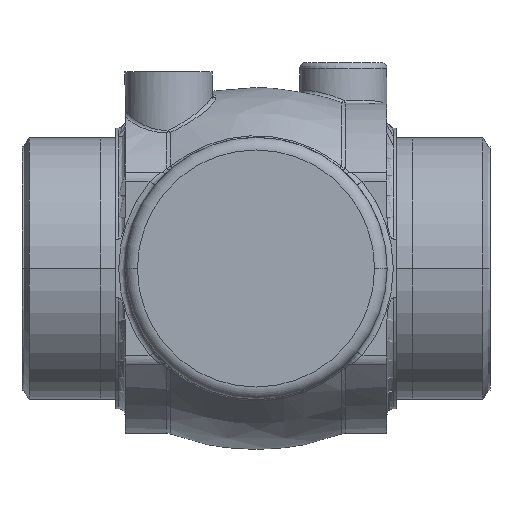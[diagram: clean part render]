
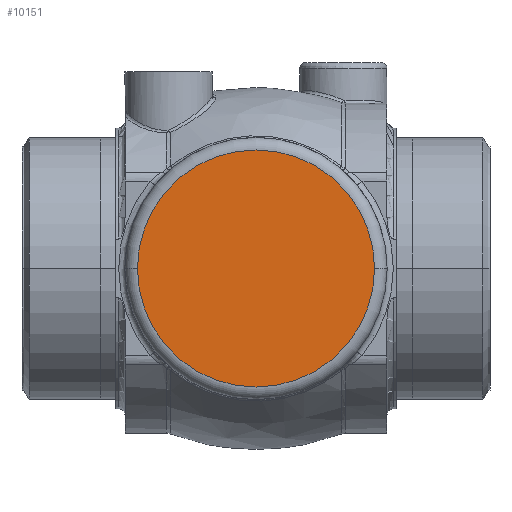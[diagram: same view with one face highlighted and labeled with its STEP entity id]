
A CAD part, front view. The second image highlights one B-rep face of the part: STEP entity #10151.
In plain terms, the highlighted face is planar.
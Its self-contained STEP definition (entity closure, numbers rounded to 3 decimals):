
#3452=CARTESIAN_POINT('',(0.,37.,0.));
#3453=DIRECTION('',(0.,-1.,0.));
#3454=DIRECTION('',(-1.,0.,0.));
#3455=AXIS2_PLACEMENT_3D('',#3452,#3453,#3454);
#3462=CARTESIAN_POINT('',(0.,37.,0.));
#3463=DIRECTION('',(0.,1.,0.));
#3464=DIRECTION('',(-1.,0.,0.));
#3465=AXIS2_PLACEMENT_3D('',#3462,#3463,#3464);
#4264=CARTESIAN_POINT('',(-19.,37.,0.));
#4266=VERTEX_POINT('',#4264);
#4268=CARTESIAN_POINT('',(19.,37.,0.));
#4270=VERTEX_POINT('',#4268);
#10142=CARTESIAN_POINT('',(0.,37.,0.));
#10143=DIRECTION('',(0.,1.,0.));
#10144=DIRECTION('',(1.,0.,0.));
#10145=AXIS2_PLACEMENT_3D('',#10142,#10143,#10144);
#10146=PLANE('',#10145);
#10147=ORIENTED_EDGE('',*,*,#10135,.F.);
#10148=ORIENTED_EDGE('',*,*,#10124,.T.);
#10149=EDGE_LOOP('',(#10147,#10148));
#10150=FACE_OUTER_BOUND('',#10149,.F.);
#10151=ADVANCED_FACE('',(#10150),#10146,.T.);
#3456=CIRCLE('',#3455,19.);
#3466=CIRCLE('',#3465,19.);
#10124=EDGE_CURVE('',#4266,#4270,#3456,.T.);
#10135=EDGE_CURVE('',#4266,#4270,#3466,.T.);
